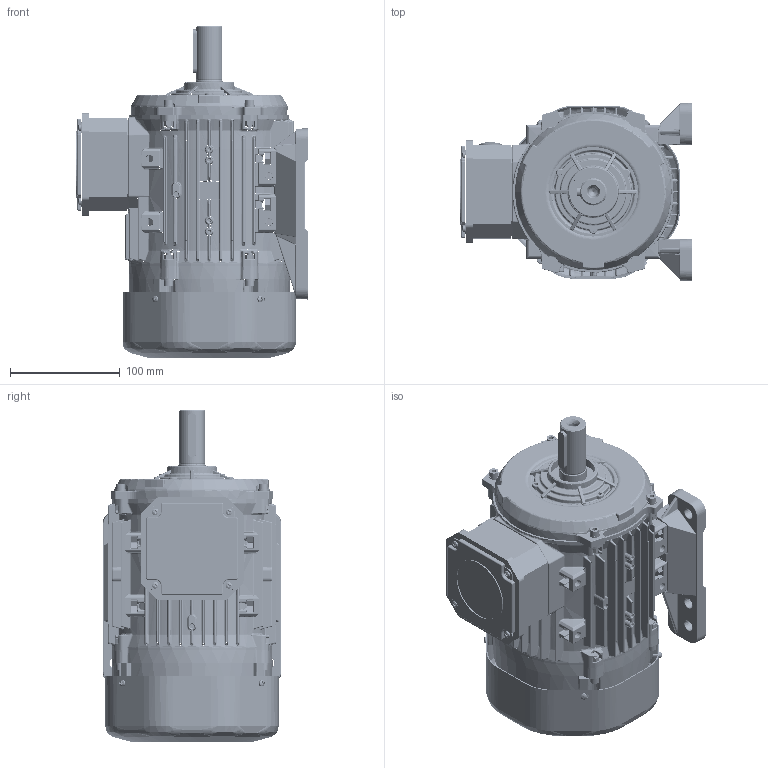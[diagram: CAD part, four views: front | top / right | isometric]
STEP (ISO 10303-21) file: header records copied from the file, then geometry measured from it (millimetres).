
FILE_DESCRIPTION(/* description */ (''),/* implementation_level */ '2;1');
FILE_NAME(/* name */ '_(QHS series) 90_B3 (DERIN KAPAK).stp',/* time_stamp */ '2024-08-01T17:04:51+03:00',/* author */ (''),/* organization */ (''),/* preprocessor_version */ 'ST-DEVELOPER v18.102',/* originating_system */ 'SIEMENS PLM Software NX2206.8101',/* authorisation */ '');
FILE_SCHEMA (('AUTOMOTIVE_DESIGN { 1 0 10303 214 3 1 1 1 }'));
Products named in the file (1): 001_objects
Bounding box: 211.5 x 162.94 x 303 mm (x, y, z)
Surface area: 432686.5 mm2 (no closed solid volume)
Topology: 0 solids, 125 shells, 6011 faces, 18641 edges, 11895 vertices
Faces by surface type: cylinder 2502, plane 1384, torus 1026, bspline 462, cone 360, sphere 277
Full cylindrical faces by diameter (mm): 3 x2, 3.5 x1, 4.6 x3, 8 x1, 8.4 x1, 9.3 x8, 19.2 x1, 19.55 x1, 20.2 x1, 23.6 x1, 24 x1, 25 x1, 40 x1, 57.4 x1, 61 x1
Entity records: 221499 total; most frequent: CARTESIAN_POINT 72218, ORIENTED_EDGE 29244, DIRECTION 28433, EDGE_CURVE 18359, VERTEX_POINT 11834, AXIS2_PLACEMENT_3D 11150, B_SPLINE_CURVE_WITH_KNOTS 6332, EDGE_LOOP 6300
